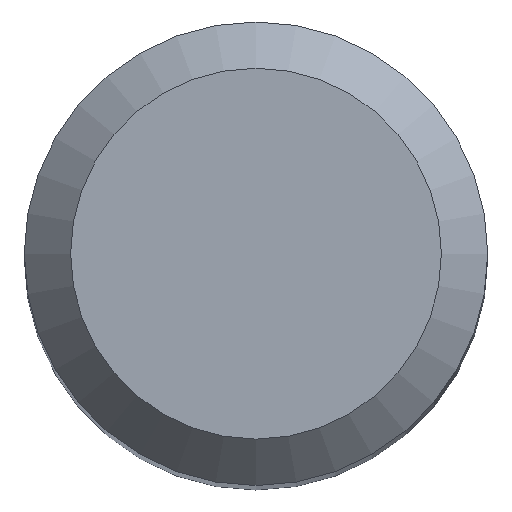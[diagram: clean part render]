
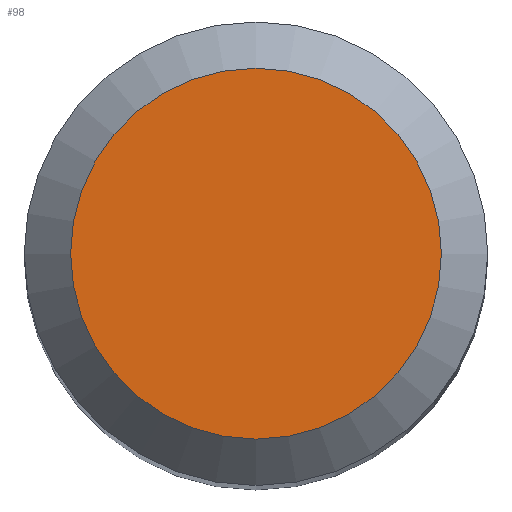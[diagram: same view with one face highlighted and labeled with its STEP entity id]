
A CAD part, top view. The second image highlights one B-rep face of the part: STEP entity #98.
In plain terms, the highlighted planar face has unit normal (0, 0, 1).
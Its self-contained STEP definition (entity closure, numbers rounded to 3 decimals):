
#2 = DIRECTION ( 'NONE',  ( 0., 1., 0. ) ) ;
#41 = PLANE ( 'NONE',  #224 ) ;
#52 = CIRCLE ( 'NONE', #179, 3.2 ) ;
#53 = DIRECTION ( 'NONE',  ( 0., 1., 0. ) ) ;
#54 = DIRECTION ( 'NONE',  ( 0., 0., -1. ) ) ;
#70 = CARTESIAN_POINT ( 'NONE',  ( 0., 0., 63. ) ) ;
#71 = DIRECTION ( 'NONE',  ( 0., 0., -1. ) ) ;
#97 = FACE_OUTER_BOUND ( 'NONE', #170, .T. ) ;
#98 = ADVANCED_FACE ( 'NONE', ( #97 ), #41, .F. ) ;
#103 = VERTEX_POINT ( 'NONE', #203 ) ;
#142 = EDGE_CURVE ( 'NONE', #103, #103, #52, .T. ) ;
#150 = ORIENTED_EDGE ( 'NONE', *, *, #142, .F. ) ;
#170 = EDGE_LOOP ( 'NONE', ( #150 ) ) ;
#179 = AXIS2_PLACEMENT_3D ( 'NONE', #193, #71, #53 ) ;
#193 = CARTESIAN_POINT ( 'NONE',  ( 0., 0., 63. ) ) ;
#203 = CARTESIAN_POINT ( 'NONE',  ( 0., 3.2, 63. ) ) ;
#224 = AXIS2_PLACEMENT_3D ( 'NONE', #70, #54, #2 ) ;
